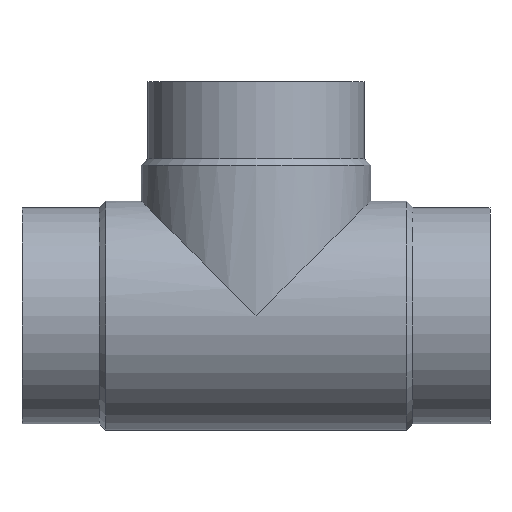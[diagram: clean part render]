
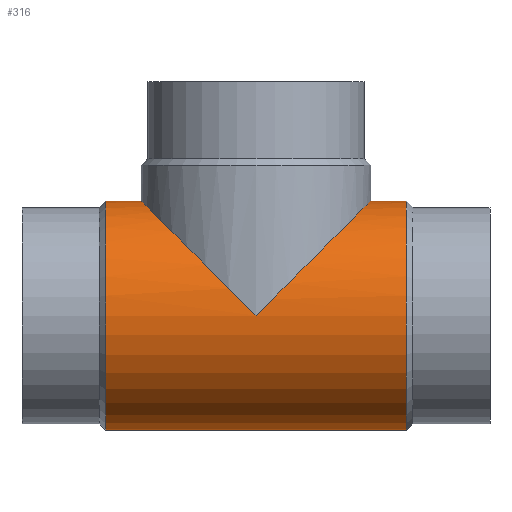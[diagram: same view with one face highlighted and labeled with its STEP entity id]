
A CAD part, top view. The second image highlights one B-rep face of the part: STEP entity #316.
In plain terms, the highlighted cylindrical face has radius 84.75 mm (diameter 169.5 mm), a partial arc.
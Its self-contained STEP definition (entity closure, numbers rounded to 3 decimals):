
#146 = EDGE_CURVE( '', #290, #324, #388, .T. );
#202 = VERTEX_POINT( '', #449 );
#212 = EDGE_CURVE( '', #274, #236, #461, .T. );
#236 = VERTEX_POINT( '', #489 );
#256 = VERTEX_POINT( '', #512 );
#274 = VERTEX_POINT( '', #535 );
#290 = VERTEX_POINT( '', #554 );
#296 = EDGE_CURVE( '', #256, #202, #560, .T. );
#300 = EDGE_CURVE( '', #334, #290, #564, .T. );
#314 = EDGE_CURVE( '', #324, #202, #579, .T. );
#316 = ADVANCED_FACE( '', ( #581 ), #582, .T. );
#324 = VERTEX_POINT( '', #590 );
#334 = VERTEX_POINT( '', #600 );
#338 = EDGE_CURVE( '', #236, #334, #604, .T. );
#348 = EDGE_CURVE( '', #256, #274, #615, .T. );
#388 = ELLIPSE( '', #647, 119.855, 84.75 );
#449 = CARTESIAN_POINT( '', ( -284.25, 84.75, 0. ) );
#461 = CIRCLE( '', #742, 84.75 );
#489 = CARTESIAN_POINT( '', ( -61.75, 84.75, 0. ) );
#512 = CARTESIAN_POINT( '', ( -284.25, -84.75, 0. ) );
#535 = CARTESIAN_POINT( '', ( -61.75, -84.75, 0. ) );
#554 = CARTESIAN_POINT( '', ( -173., 0., 84.75 ) );
#560 = CIRCLE( '', #867, 84.75 );
#564 = ELLIPSE( '', #873, 119.855, 84.75 );
#579 = LINE( '', #895, #896 );
#581 = FACE_OUTER_BOUND( '', #898, .T. );
#582 = CYLINDRICAL_SURFACE( '', #899, 84.75 );
#590 = CARTESIAN_POINT( '', ( -257.75, 84.75, 0. ) );
#600 = CARTESIAN_POINT( '', ( -88.25, 84.75, 0. ) );
#604 = LINE( '', #928, #929 );
#615 = LINE( '', #943, #944 );
#647 = AXIS2_PLACEMENT_3D( '', #980, #981, #982 );
#742 = AXIS2_PLACEMENT_3D( '', #1079, #1080, #1081 );
#867 = AXIS2_PLACEMENT_3D( '', #1223, #1224, #1225 );
#873 = AXIS2_PLACEMENT_3D( '', #1229, #1230, #1231 );
#895 = CARTESIAN_POINT( '', ( -173., 84.75, 0. ) );
#896 = VECTOR( '', #1251, 1. );
#898 = EDGE_LOOP( '', ( #1253, #1254, #1255, #1256, #1257, #1258, #1259 ) );
#899 = AXIS2_PLACEMENT_3D( '', #1260, #1261, #1262 );
#928 = CARTESIAN_POINT( '', ( -173., 84.75, 0. ) );
#929 = VECTOR( '', #1271, 1. );
#943 = CARTESIAN_POINT( '', ( -173., -84.75, 0. ) );
#944 = VECTOR( '', #1281, 1. );
#980 = CARTESIAN_POINT( '', ( -173., 0., 0. ) );
#981 = DIRECTION( '', ( -0.707, -0.707, 0. ) );
#982 = DIRECTION( '', ( 0.707, -0.707, 0. ) );
#1079 = CARTESIAN_POINT( '', ( -61.75, 0., 0. ) );
#1080 = DIRECTION( '', ( -1., 0., 0. ) );
#1081 = DIRECTION( '', ( 0., 1., 0. ) );
#1223 = CARTESIAN_POINT( '', ( -284.25, 0., 0. ) );
#1224 = DIRECTION( '', ( -1., 0., 0. ) );
#1225 = DIRECTION( '', ( 0., 1., 0. ) );
#1229 = CARTESIAN_POINT( '', ( -173., 0., 0. ) );
#1230 = DIRECTION( '', ( 0.707, -0.707, 0. ) );
#1231 = DIRECTION( '', ( 0.707, 0.707, 0. ) );
#1251 = DIRECTION( '', ( -1., 0., 0. ) );
#1253 = ORIENTED_EDGE( '', *, *, #338, .T. );
#1254 = ORIENTED_EDGE( '', *, *, #300, .T. );
#1255 = ORIENTED_EDGE( '', *, *, #146, .T. );
#1256 = ORIENTED_EDGE( '', *, *, #314, .T. );
#1257 = ORIENTED_EDGE( '', *, *, #296, .F. );
#1258 = ORIENTED_EDGE( '', *, *, #348, .T. );
#1259 = ORIENTED_EDGE( '', *, *, #212, .T. );
#1260 = CARTESIAN_POINT( '', ( -173., 0., 0. ) );
#1261 = DIRECTION( '', ( 1., 0., 0. ) );
#1262 = DIRECTION( '', ( 0., 1., 0. ) );
#1271 = DIRECTION( '', ( -1., 0., 0. ) );
#1281 = DIRECTION( '', ( 1., 0., 0. ) );
